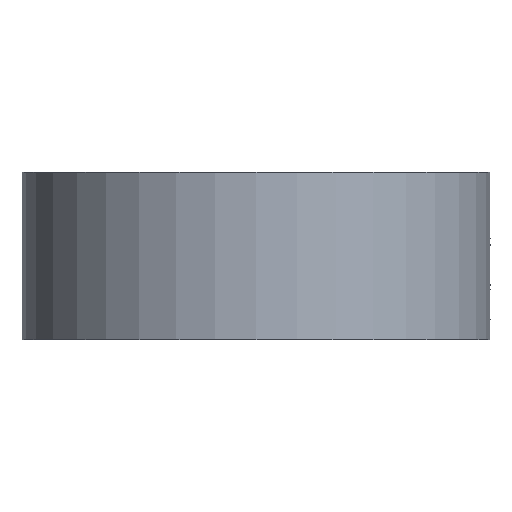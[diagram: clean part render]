
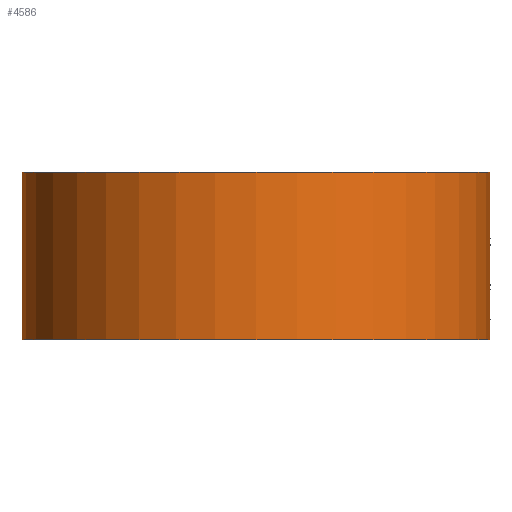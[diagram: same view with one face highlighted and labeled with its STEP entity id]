
A CAD part, front view. The second image highlights one B-rep face of the part: STEP entity #4586.
In plain terms, the highlighted cylindrical face has radius 14 mm (diameter 28 mm), a partial arc.
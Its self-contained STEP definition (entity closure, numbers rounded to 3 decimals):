
#486 = LINE ( 'NONE', #4018, #5463 ) ;
#1025 = ORIENTED_EDGE ( 'NONE', *, *, #1813, .F. ) ;
#1195 = VERTEX_POINT ( 'NONE', #7861 ) ;
#1698 = AXIS2_PLACEMENT_3D ( 'NONE', #3937, #4048, #3907 ) ;
#1813 = EDGE_CURVE ( 'NONE', #1195, #2091, #5580, .T. ) ;
#2091 = VERTEX_POINT ( 'NONE', #3897 ) ;
#2226 = AXIS2_PLACEMENT_3D ( 'NONE', #3130, #7928, #3809 ) ;
#2390 = VERTEX_POINT ( 'NONE', #7643 ) ;
#2972 = EDGE_CURVE ( 'NONE', #2091, #4022, #486, .T. ) ;
#3079 = EDGE_LOOP ( 'NONE', ( #4161, #4375, #1025, #6575 ) ) ;
#3130 = CARTESIAN_POINT ( 'NONE',  ( 0., 14., 0. ) ) ;
#3414 = DIRECTION ( 'NONE',  ( 0., 0., -1. ) ) ;
#3809 = DIRECTION ( 'NONE',  ( 1., 0., 0. ) ) ;
#3897 = CARTESIAN_POINT ( 'NONE',  ( 14., 14., 10. ) ) ;
#3907 = DIRECTION ( 'NONE',  ( -1., 0., 0. ) ) ;
#3937 = CARTESIAN_POINT ( 'NONE',  ( 0., 14., 10. ) ) ;
#4018 = CARTESIAN_POINT ( 'NONE',  ( 14., 14., 10. ) ) ;
#4022 = VERTEX_POINT ( 'NONE', #8134 ) ;
#4048 = DIRECTION ( 'NONE',  ( 0., 0., -1. ) ) ;
#4161 = ORIENTED_EDGE ( 'NONE', *, *, #7707, .T. ) ;
#4248 = EDGE_CURVE ( 'NONE', #1195, #2390, #6015, .T. ) ;
#4368 = FACE_OUTER_BOUND ( 'NONE', #3079, .T. ) ;
#4375 = ORIENTED_EDGE ( 'NONE', *, *, #2972, .F. ) ;
#4499 = AXIS2_PLACEMENT_3D ( 'NONE', #7114, #6455, #6423 ) ;
#4586 = ADVANCED_FACE ( 'NONE', ( #4368 ), #6140, .T. ) ;
#5113 = CIRCLE ( 'NONE', #2226, 14. ) ;
#5463 = VECTOR ( 'NONE', #3414, 1000. ) ;
#5580 = CIRCLE ( 'NONE', #4499, 14. ) ;
#5941 = DIRECTION ( 'NONE',  ( 0., 0., -1. ) ) ;
#6015 = LINE ( 'NONE', #6162, #8159 ) ;
#6140 = CYLINDRICAL_SURFACE ( 'NONE', #1698, 14. ) ;
#6162 = CARTESIAN_POINT ( 'NONE',  ( -14., 14., 10. ) ) ;
#6423 = DIRECTION ( 'NONE',  ( 1., 0., 0. ) ) ;
#6455 = DIRECTION ( 'NONE',  ( 0., 0., 1. ) ) ;
#6575 = ORIENTED_EDGE ( 'NONE', *, *, #4248, .T. ) ;
#7114 = CARTESIAN_POINT ( 'NONE',  ( 0., 14., 10. ) ) ;
#7643 = CARTESIAN_POINT ( 'NONE',  ( -14., 14., 0. ) ) ;
#7707 = EDGE_CURVE ( 'NONE', #2390, #4022, #5113, .T. ) ;
#7861 = CARTESIAN_POINT ( 'NONE',  ( -14., 14., 10. ) ) ;
#7928 = DIRECTION ( 'NONE',  ( 0., 0., 1. ) ) ;
#8134 = CARTESIAN_POINT ( 'NONE',  ( 14., 14., 0. ) ) ;
#8159 = VECTOR ( 'NONE', #5941, 1000. ) ;
